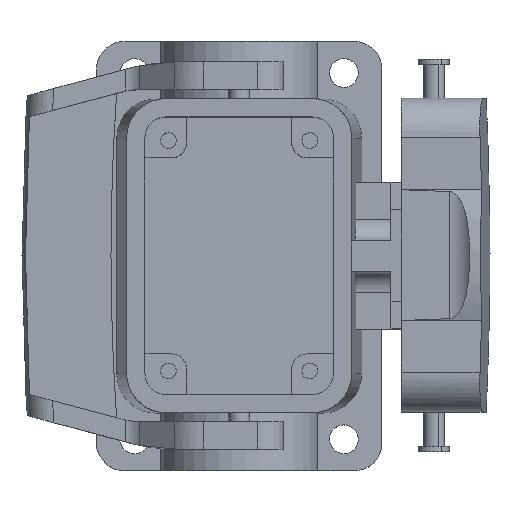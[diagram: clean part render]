
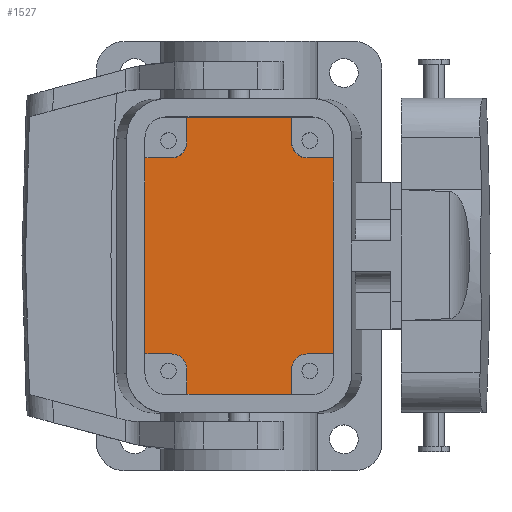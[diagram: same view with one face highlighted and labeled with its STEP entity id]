
A CAD part, top view. The second image highlights one B-rep face of the part: STEP entity #1527.
In plain terms, the highlighted planar face has unit normal (0, 0, 1).
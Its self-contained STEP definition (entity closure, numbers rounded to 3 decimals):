
#949=AXIS2_PLACEMENT_3D('Circle Axis2P3D',#947,#948,$) ;
#1339=AXIS2_PLACEMENT_3D('Circle Axis2P3D',#1337,#1338,$) ;
#1459=AXIS2_PLACEMENT_3D('Plane Axis2P3D',#1456,#1457,#1458) ;
#1463=AXIS2_PLACEMENT_3D('Circle Axis2P3D',#1461,#1462,$) ;
#1491=AXIS2_PLACEMENT_3D('Circle Axis2P3D',#1489,#1490,$) ;
#779=CARTESIAN_POINT('Vertex',(54.5,59.75,5.5)) ;
#782=CARTESIAN_POINT('Line Origine',(57.,59.75,5.5)) ;
#786=CARTESIAN_POINT('Vertex',(59.5,59.75,5.5)) ;
#947=CARTESIAN_POINT('Axis2P3D Location',(54.5,62.75,5.5)) ;
#951=CARTESIAN_POINT('Vertex',(51.5,62.75,5.5)) ;
#1262=CARTESIAN_POINT('Vertex',(31.5,62.75,5.5)) ;
#1265=CARTESIAN_POINT('Line Origine',(31.5,65.125,5.5)) ;
#1269=CARTESIAN_POINT('Vertex',(31.5,67.5,5.5)) ;
#1337=CARTESIAN_POINT('Axis2P3D Location',(28.5,62.75,5.5)) ;
#1341=CARTESIAN_POINT('Vertex',(28.5,59.75,5.5)) ;
#1360=CARTESIAN_POINT('Vertex',(23.5,59.75,5.5)) ;
#1363=CARTESIAN_POINT('Line Origine',(26.,59.75,5.5)) ;
#1380=CARTESIAN_POINT('Line Origine',(26.,22.25,5.5)) ;
#1384=CARTESIAN_POINT('Vertex',(23.5,22.25,5.5)) ;
#1386=CARTESIAN_POINT('Vertex',(28.5,22.25,5.5)) ;
#1415=CARTESIAN_POINT('Vertex',(51.5,67.5,5.5)) ;
#1418=CARTESIAN_POINT('Line Origine',(51.5,65.125,5.5)) ;
#1434=CARTESIAN_POINT('Vertex',(59.5,22.25,5.5)) ;
#1437=CARTESIAN_POINT('Line Origine',(57.,22.25,5.5)) ;
#1441=CARTESIAN_POINT('Vertex',(54.5,22.25,5.5)) ;
#1456=CARTESIAN_POINT('Axis2P3D Location',(41.5,41.,5.5)) ;
#1461=CARTESIAN_POINT('Axis2P3D Location',(28.5,19.25,5.5)) ;
#1465=CARTESIAN_POINT('Vertex',(31.5,19.25,5.5)) ;
#1468=CARTESIAN_POINT('Line Origine',(31.5,16.875,5.5)) ;
#1472=CARTESIAN_POINT('Vertex',(31.5,14.5,5.5)) ;
#1475=CARTESIAN_POINT('Line Origine',(41.5,14.5,5.5)) ;
#1479=CARTESIAN_POINT('Vertex',(51.5,14.5,5.5)) ;
#1482=CARTESIAN_POINT('Line Origine',(51.5,16.875,5.5)) ;
#1486=CARTESIAN_POINT('Vertex',(51.5,19.25,5.5)) ;
#1489=CARTESIAN_POINT('Axis2P3D Location',(54.5,19.25,5.5)) ;
#1494=CARTESIAN_POINT('Line Origine',(59.5,41.,5.5)) ;
#1499=CARTESIAN_POINT('Line Origine',(41.5,67.5,5.5)) ;
#1504=CARTESIAN_POINT('Line Origine',(23.5,41.,5.5)) ;
#783=DIRECTION('Vector Direction',(-1.,0.,0.)) ;
#948=DIRECTION('Axis2P3D Direction',(0.,0.,-1.)) ;
#1266=DIRECTION('Vector Direction',(0.,1.,0.)) ;
#1338=DIRECTION('Axis2P3D Direction',(-0.,-0.,-1.)) ;
#1364=DIRECTION('Vector Direction',(1.,0.,0.)) ;
#1381=DIRECTION('Vector Direction',(1.,0.,0.)) ;
#1419=DIRECTION('Vector Direction',(0.,1.,0.)) ;
#1438=DIRECTION('Vector Direction',(-1.,0.,0.)) ;
#1457=DIRECTION('Axis2P3D Direction',(-0.,0.,1.)) ;
#1458=DIRECTION('Axis2P3D XDirection',(0.,-1.,0.)) ;
#1462=DIRECTION('Axis2P3D Direction',(-0.,0.,1.)) ;
#1469=DIRECTION('Vector Direction',(0.,-1.,0.)) ;
#1476=DIRECTION('Vector Direction',(1.,0.,0.)) ;
#1483=DIRECTION('Vector Direction',(0.,-1.,0.)) ;
#1490=DIRECTION('Axis2P3D Direction',(-0.,0.,1.)) ;
#1495=DIRECTION('Vector Direction',(0.,-1.,0.)) ;
#1500=DIRECTION('Vector Direction',(-1.,0.,0.)) ;
#1505=DIRECTION('Vector Direction',(0.,1.,0.)) ;
#784=VECTOR('Line Direction',#783,1.) ;
#1267=VECTOR('Line Direction',#1266,1.) ;
#1365=VECTOR('Line Direction',#1364,1.) ;
#1382=VECTOR('Line Direction',#1381,1.) ;
#1420=VECTOR('Line Direction',#1419,1.) ;
#1439=VECTOR('Line Direction',#1438,1.) ;
#1470=VECTOR('Line Direction',#1469,1.) ;
#1477=VECTOR('Line Direction',#1476,1.) ;
#1484=VECTOR('Line Direction',#1483,1.) ;
#1496=VECTOR('Line Direction',#1495,1.) ;
#1501=VECTOR('Line Direction',#1500,1.) ;
#1506=VECTOR('Line Direction',#1505,1.) ;
#1510=ORIENTED_EDGE('',*,*,#1467,.F.) ;
#1511=ORIENTED_EDGE('',*,*,#1474,.T.) ;
#1512=ORIENTED_EDGE('',*,*,#1481,.T.) ;
#1513=ORIENTED_EDGE('',*,*,#1488,.F.) ;
#1514=ORIENTED_EDGE('',*,*,#1493,.F.) ;
#1515=ORIENTED_EDGE('',*,*,#1443,.F.) ;
#1516=ORIENTED_EDGE('',*,*,#1498,.T.) ;
#1517=ORIENTED_EDGE('',*,*,#788,.T.) ;
#1518=ORIENTED_EDGE('',*,*,#953,.F.) ;
#1519=ORIENTED_EDGE('',*,*,#1422,.T.) ;
#1520=ORIENTED_EDGE('',*,*,#1503,.T.) ;
#1521=ORIENTED_EDGE('',*,*,#1271,.F.) ;
#1522=ORIENTED_EDGE('',*,*,#1343,.F.) ;
#1523=ORIENTED_EDGE('',*,*,#1367,.F.) ;
#1524=ORIENTED_EDGE('',*,*,#1508,.T.) ;
#1525=ORIENTED_EDGE('',*,*,#1388,.T.) ;
#1527=ADVANCED_FACE('Hauptk\X2\00F6\X0\rper',(#1526),#1460,.T.) ;
#950=CIRCLE('generated circle',#949,3.) ;
#1340=CIRCLE('generated circle',#1339,3.) ;
#1464=CIRCLE('generated circle',#1463,3.) ;
#1492=CIRCLE('generated circle',#1491,3.) ;
#788=EDGE_CURVE('',#787,#780,#785,.T.) ;
#953=EDGE_CURVE('',#952,#780,#950,.F.) ;
#1271=EDGE_CURVE('',#1263,#1270,#1268,.T.) ;
#1343=EDGE_CURVE('',#1342,#1263,#1340,.F.) ;
#1367=EDGE_CURVE('',#1361,#1342,#1366,.T.) ;
#1388=EDGE_CURVE('',#1385,#1387,#1383,.T.) ;
#1422=EDGE_CURVE('',#952,#1416,#1421,.T.) ;
#1443=EDGE_CURVE('',#1435,#1442,#1440,.T.) ;
#1467=EDGE_CURVE('',#1466,#1387,#1464,.T.) ;
#1474=EDGE_CURVE('',#1466,#1473,#1471,.T.) ;
#1481=EDGE_CURVE('',#1473,#1480,#1478,.T.) ;
#1488=EDGE_CURVE('',#1487,#1480,#1485,.T.) ;
#1493=EDGE_CURVE('',#1442,#1487,#1492,.T.) ;
#1498=EDGE_CURVE('',#1435,#787,#1497,.F.) ;
#1503=EDGE_CURVE('',#1416,#1270,#1502,.T.) ;
#1508=EDGE_CURVE('',#1361,#1385,#1507,.F.) ;
#1509=EDGE_LOOP('',(#1510,#1511,#1512,#1513,#1514,#1515,#1516,#1517,#1518,#1519,#1520,#1521,#1522,#1523,#1524,#1525)) ;
#1526=FACE_OUTER_BOUND('',#1509,.T.) ;
#785=LINE('Line',#782,#784) ;
#1268=LINE('Line',#1265,#1267) ;
#1366=LINE('Line',#1363,#1365) ;
#1383=LINE('Line',#1380,#1382) ;
#1421=LINE('Line',#1418,#1420) ;
#1440=LINE('Line',#1437,#1439) ;
#1471=LINE('Line',#1468,#1470) ;
#1478=LINE('Line',#1475,#1477) ;
#1485=LINE('Line',#1482,#1484) ;
#1497=LINE('Line',#1494,#1496) ;
#1502=LINE('Line',#1499,#1501) ;
#1507=LINE('Line',#1504,#1506) ;
#1460=PLANE('',#1459) ;
#780=VERTEX_POINT('',#779) ;
#787=VERTEX_POINT('',#786) ;
#952=VERTEX_POINT('',#951) ;
#1263=VERTEX_POINT('',#1262) ;
#1270=VERTEX_POINT('',#1269) ;
#1342=VERTEX_POINT('',#1341) ;
#1361=VERTEX_POINT('',#1360) ;
#1385=VERTEX_POINT('',#1384) ;
#1387=VERTEX_POINT('',#1386) ;
#1416=VERTEX_POINT('',#1415) ;
#1435=VERTEX_POINT('',#1434) ;
#1442=VERTEX_POINT('',#1441) ;
#1466=VERTEX_POINT('',#1465) ;
#1473=VERTEX_POINT('',#1472) ;
#1480=VERTEX_POINT('',#1479) ;
#1487=VERTEX_POINT('',#1486) ;
